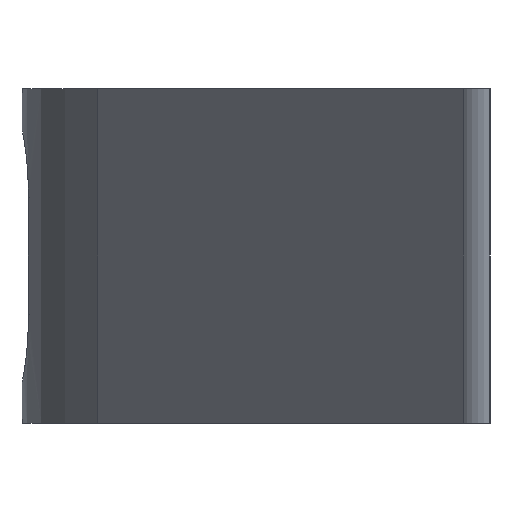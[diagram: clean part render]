
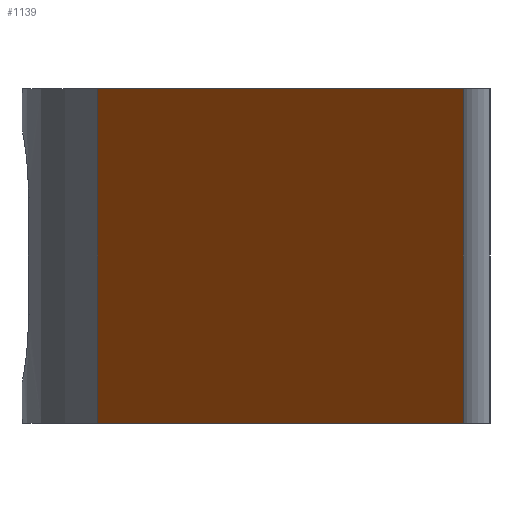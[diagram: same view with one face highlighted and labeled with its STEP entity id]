
A CAD part, left-side view. The second image highlights one B-rep face of the part: STEP entity #1139.
In plain terms, the highlighted planar face has unit normal (-0.574, 0.819, 0).
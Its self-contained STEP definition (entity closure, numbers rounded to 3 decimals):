
#76=PLANE('',#1240);
#133=FACE_OUTER_BOUND('',#197,.T.);
#197=EDGE_LOOP('',(#1035,#1036,#1037,#1038));
#208=LINE('',#1560,#328);
#234=LINE('',#1626,#354);
#237=LINE('',#1634,#357);
#322=LINE('',#1940,#442);
#328=VECTOR('',#1263,10.);
#354=VECTOR('',#1305,2.5);
#357=VECTOR('',#1312,10.);
#442=VECTOR('',#1535,10.);
#480=VERTEX_POINT('',#1557);
#481=VERTEX_POINT('',#1559);
#513=VERTEX_POINT('',#1624);
#516=VERTEX_POINT('',#1633);
#590=EDGE_CURVE('',#480,#481,#208,.T.);
#623=EDGE_CURVE('',#513,#480,#234,.T.);
#627=EDGE_CURVE('',#481,#516,#237,.T.);
#742=EDGE_CURVE('',#516,#513,#322,.T.);
#1035=ORIENTED_EDGE('',*,*,#623,.F.);
#1036=ORIENTED_EDGE('',*,*,#742,.F.);
#1037=ORIENTED_EDGE('',*,*,#627,.F.);
#1038=ORIENTED_EDGE('',*,*,#590,.F.);
#1139=ADVANCED_FACE('',(#133),#76,.T.);
#1240=AXIS2_PLACEMENT_3D('',#1939,#1533,#1534);
#1263=DIRECTION('',(0.819,0.574,0.));
#1305=DIRECTION('',(0.,0.,-1.));
#1312=DIRECTION('',(0.,0.,1.));
#1533=DIRECTION('center_axis',(-0.574,0.819,0.));
#1534=DIRECTION('ref_axis',(-0.819,-0.574,0.));
#1535=DIRECTION('',(-0.819,-0.574,0.));
#1557=CARTESIAN_POINT('',(2.3,1.61,0.));
#1559=CARTESIAN_POINT('',(33.543,23.487,0.));
#1560=CARTESIAN_POINT('',(0.,0.,0.));
#1624=CARTESIAN_POINT('',(2.3,1.61,20.));
#1626=CARTESIAN_POINT('',(2.3,1.61,0.));
#1633=CARTESIAN_POINT('',(33.543,23.487,20.));
#1634=CARTESIAN_POINT('',(33.543,23.487,0.));
#1939=CARTESIAN_POINT('Origin',(40.,28.008,0.));
#1940=CARTESIAN_POINT('',(0.,0.,20.));
